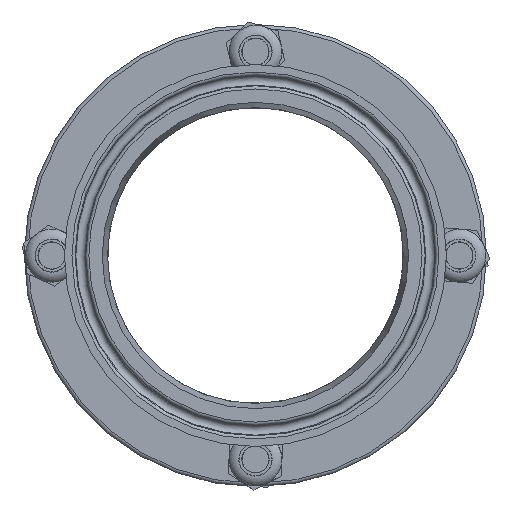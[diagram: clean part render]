
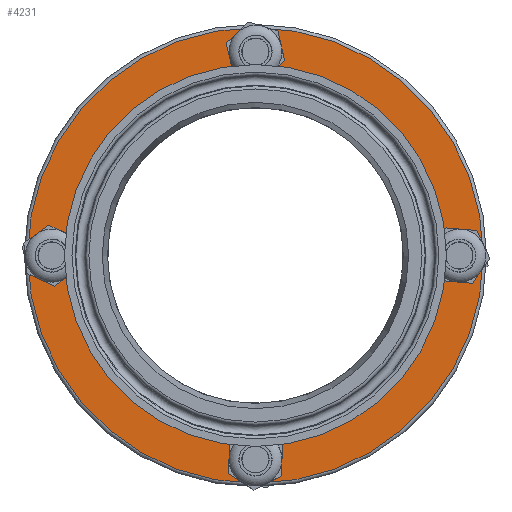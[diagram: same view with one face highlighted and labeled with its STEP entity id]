
A CAD part, front view. The second image highlights one B-rep face of the part: STEP entity #4231.
In plain terms, the highlighted face is planar.
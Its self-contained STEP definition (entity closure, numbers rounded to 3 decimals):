
#326=FACE_BOUND('',#654,.T.);
#327=FACE_BOUND('',#655,.T.);
#328=FACE_BOUND('',#656,.T.);
#329=FACE_BOUND('',#657,.T.);
#330=FACE_BOUND('',#658,.T.);
#348=PLANE('',#4643);
#404=FACE_OUTER_BOUND('',#653,.T.);
#653=EDGE_LOOP('',(#2965));
#654=EDGE_LOOP('',(#2966));
#655=EDGE_LOOP('',(#2967));
#656=EDGE_LOOP('',(#2968));
#657=EDGE_LOOP('',(#2969));
#658=EDGE_LOOP('',(#2970));
#1329=CIRCLE('',#4581,4.1);
#1331=CIRCLE('',#4584,4.1);
#1333=CIRCLE('',#4587,4.1);
#1335=CIRCLE('',#4590,4.1);
#1336=CIRCLE('',#4592,40.1);
#1370=CIRCLE('',#4642,54.2);
#1741=VERTEX_POINT('',#6855);
#1743=VERTEX_POINT('',#6861);
#1745=VERTEX_POINT('',#6867);
#1747=VERTEX_POINT('',#6873);
#1748=VERTEX_POINT('',#6877);
#1775=VERTEX_POINT('',#6963);
#2187=EDGE_CURVE('',#1741,#1741,#1329,.T.);
#2190=EDGE_CURVE('',#1743,#1743,#1331,.T.);
#2193=EDGE_CURVE('',#1745,#1745,#1333,.T.);
#2196=EDGE_CURVE('',#1747,#1747,#1335,.T.);
#2197=EDGE_CURVE('',#1748,#1748,#1336,.T.);
#2241=EDGE_CURVE('',#1775,#1775,#1370,.T.);
#2965=ORIENTED_EDGE('',*,*,#2241,.F.);
#2966=ORIENTED_EDGE('',*,*,#2197,.T.);
#2967=ORIENTED_EDGE('',*,*,#2187,.F.);
#2968=ORIENTED_EDGE('',*,*,#2190,.F.);
#2969=ORIENTED_EDGE('',*,*,#2193,.F.);
#2970=ORIENTED_EDGE('',*,*,#2196,.F.);
#4231=ADVANCED_FACE('',(#404,#326,#327,#328,#329,#330),#348,.F.);
#4581=AXIS2_PLACEMENT_3D('',#6857,#5296,#5297);
#4584=AXIS2_PLACEMENT_3D('',#6863,#5303,#5304);
#4587=AXIS2_PLACEMENT_3D('',#6869,#5310,#5311);
#4590=AXIS2_PLACEMENT_3D('',#6875,#5317,#5318);
#4592=AXIS2_PLACEMENT_3D('',#6878,#5321,#5322);
#4642=AXIS2_PLACEMENT_3D('',#6965,#5431,#5432);
#4643=AXIS2_PLACEMENT_3D('',#6966,#5433,#5434);
#5296=DIRECTION('center_axis',(0.,1.,0.));
#5297=DIRECTION('ref_axis',(0.,0.,1.));
#5303=DIRECTION('center_axis',(0.,1.,0.));
#5304=DIRECTION('ref_axis',(0.,0.,1.));
#5310=DIRECTION('center_axis',(0.,1.,0.));
#5311=DIRECTION('ref_axis',(0.,0.,1.));
#5317=DIRECTION('center_axis',(0.,1.,0.));
#5318=DIRECTION('ref_axis',(0.,0.,1.));
#5321=DIRECTION('center_axis',(0.,-1.,0.));
#5322=DIRECTION('ref_axis',(0.,0.,-1.));
#5431=DIRECTION('center_axis',(0.,-1.,0.));
#5432=DIRECTION('ref_axis',(0.,0.,-1.));
#5433=DIRECTION('center_axis',(0.,-1.,0.));
#5434=DIRECTION('ref_axis',(0.,0.,-1.));
#6855=CARTESIAN_POINT('',(-48.5,-39.25,-4.1));
#6857=CARTESIAN_POINT('Origin',(-48.5,-39.25,0.));
#6861=CARTESIAN_POINT('',(0.,-39.25,-52.6));
#6863=CARTESIAN_POINT('Origin',(0.,-39.25,
-48.5));
#6867=CARTESIAN_POINT('',(48.5,-39.25,-4.1));
#6869=CARTESIAN_POINT('Origin',(48.5,-39.25,0.));
#6873=CARTESIAN_POINT('',(0.,-39.25,44.4));
#6875=CARTESIAN_POINT('Origin',(0.,-39.25,48.5));
#6877=CARTESIAN_POINT('',(0.,-39.25,40.1));
#6878=CARTESIAN_POINT('Origin',(0.,-39.25,0.));
#6963=CARTESIAN_POINT('',(0.,-39.25,54.2));
#6965=CARTESIAN_POINT('Origin',(0.,-39.25,0.));
#6966=CARTESIAN_POINT('Origin',(0.,-39.25,0.));
